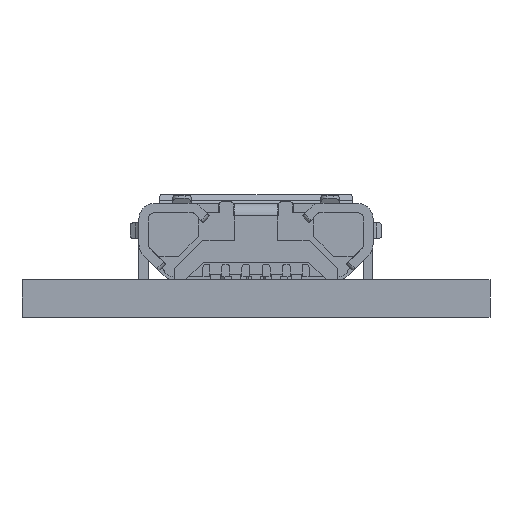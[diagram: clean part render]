
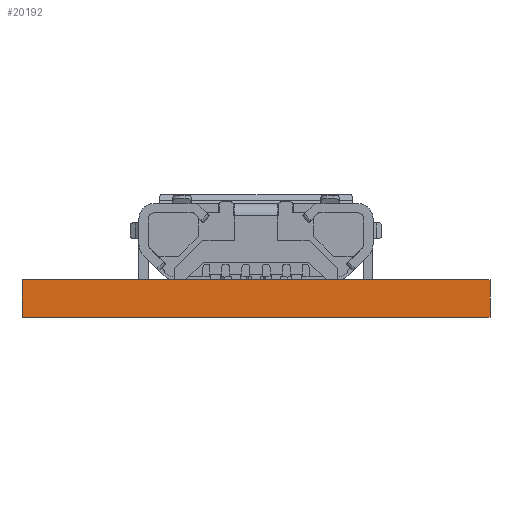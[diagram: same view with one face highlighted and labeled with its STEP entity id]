
A CAD part, front view. The second image highlights one B-rep face of the part: STEP entity #20192.
In plain terms, the highlighted planar face has unit normal (0, -1, 0).
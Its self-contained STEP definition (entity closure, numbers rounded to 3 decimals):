
#666 = ORIENTED_EDGE ( 'NONE', *, *, #5028, .F. ) ;
#1996 = CARTESIAN_POINT ( 'NONE',  ( -7.5, -7., 0. ) ) ;
#2210 = VERTEX_POINT ( 'NONE', #11170 ) ;
#2249 = CARTESIAN_POINT ( 'NONE',  ( -7.5, -7., 0. ) ) ;
#2653 = CARTESIAN_POINT ( 'NONE',  ( -7.5, -7., 1.2 ) ) ;
#2973 = LINE ( 'NONE', #2653, #8321 ) ;
#3297 = VECTOR ( 'NONE', #15814, 1000. ) ;
#3362 = CARTESIAN_POINT ( 'NONE',  ( 7.5, -7., 1.2 ) ) ;
#3440 = VERTEX_POINT ( 'NONE', #28314 ) ;
#3461 = LINE ( 'NONE', #24459, #14799 ) ;
#4363 = FACE_OUTER_BOUND ( 'NONE', #7326, .T. ) ;
#4949 = DIRECTION ( 'NONE',  ( 1., 0., 0. ) ) ;
#5028 = EDGE_CURVE ( 'NONE', #8079, #2210, #15022, .T. ) ;
#5090 = EDGE_CURVE ( 'NONE', #3440, #8079, #2973, .T. ) ;
#6404 = ORIENTED_EDGE ( 'NONE', *, *, #24028, .T. ) ;
#7326 = EDGE_LOOP ( 'NONE', ( #6404, #666, #8728, #27189 ) ) ;
#7645 = DIRECTION ( 'NONE',  ( 0., 1., 0. ) ) ;
#8079 = VERTEX_POINT ( 'NONE', #3362 ) ;
#8219 = EDGE_CURVE ( 'NONE', #3440, #23520, #3461, .T. ) ;
#8321 = VECTOR ( 'NONE', #4949, 1000. ) ;
#8728 = ORIENTED_EDGE ( 'NONE', *, *, #5090, .F. ) ;
#9027 = VECTOR ( 'NONE', #9406, 1000. ) ;
#9406 = DIRECTION ( 'NONE',  ( 0., 0., -1. ) ) ;
#11170 = CARTESIAN_POINT ( 'NONE',  ( 7.5, -7., 0. ) ) ;
#14799 = VECTOR ( 'NONE', #26730, 1000. ) ;
#15022 = LINE ( 'NONE', #18365, #9027 ) ;
#15814 = DIRECTION ( 'NONE',  ( 1., 0., 0. ) ) ;
#17575 = AXIS2_PLACEMENT_3D ( 'NONE', #21139, #7645, #23393 ) ;
#18365 = CARTESIAN_POINT ( 'NONE',  ( 7.5, -7., 1.2 ) ) ;
#20192 = ADVANCED_FACE ( 'NONE', ( #4363 ), #20939, .F. ) ;
#20605 = LINE ( 'NONE', #2249, #3297 ) ;
#20939 = PLANE ( 'NONE',  #17575 ) ;
#21139 = CARTESIAN_POINT ( 'NONE',  ( -7.5, -7., 1.2 ) ) ;
#23393 = DIRECTION ( 'NONE',  ( -1., 0., 0. ) ) ;
#23520 = VERTEX_POINT ( 'NONE', #1996 ) ;
#24028 = EDGE_CURVE ( 'NONE', #23520, #2210, #20605, .T. ) ;
#24459 = CARTESIAN_POINT ( 'NONE',  ( -7.5, -7., 1.2 ) ) ;
#26730 = DIRECTION ( 'NONE',  ( 0., 0., -1. ) ) ;
#27189 = ORIENTED_EDGE ( 'NONE', *, *, #8219, .T. ) ;
#28314 = CARTESIAN_POINT ( 'NONE',  ( -7.5, -7., 1.2 ) ) ;
